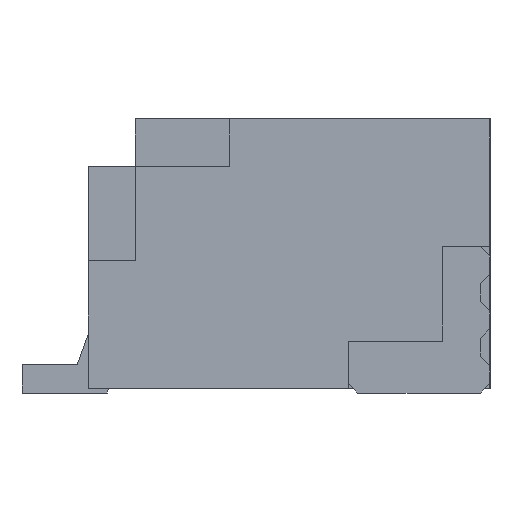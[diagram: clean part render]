
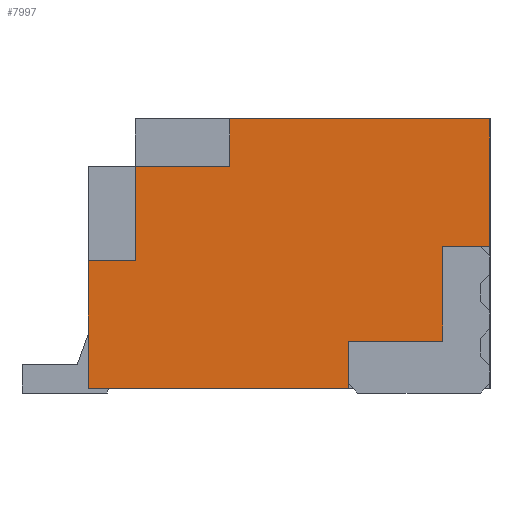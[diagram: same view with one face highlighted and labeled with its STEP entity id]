
A CAD part, left-side view. The second image highlights one B-rep face of the part: STEP entity #7997.
In plain terms, the highlighted planar face has unit normal (-1, 0, 0).
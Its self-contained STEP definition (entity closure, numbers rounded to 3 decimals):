
#260=FACE_OUTER_BOUND('',#683,.T.);
#683=EDGE_LOOP('',(#6151,#6152,#6153,#6154,#6155,#6156,#6157,#6158,#6159,
#6160,#6161,#6162));
#1367=LINE('',#11500,#2473);
#1397=LINE('',#11560,#2503);
#1447=LINE('',#11662,#2553);
#1452=LINE('',#11671,#2558);
#1454=LINE('',#11675,#2560);
#1455=LINE('',#11678,#2561);
#1458=LINE('',#11684,#2564);
#1462=LINE('',#11692,#2568);
#1465=LINE('',#11698,#2571);
#1475=LINE('',#11716,#2581);
#1534=LINE('',#11834,#2640);
#1535=LINE('',#11836,#2641);
#2473=VECTOR('',#9433,2.75);
#2503=VECTOR('',#9479,1.35);
#2553=VECTOR('',#9561,0.5);
#2558=VECTOR('',#9568,1.);
#2560=VECTOR('',#9572,1.);
#2561=VECTOR('',#9575,0.5);
#2564=VECTOR('',#9580,1.);
#2568=VECTOR('',#9588,1.);
#2571=VECTOR('',#9593,0.5);
#2581=VECTOR('',#9611,0.5);
#2640=VECTOR('',#9674,1.35);
#2641=VECTOR('',#9677,2.75);
#3422=VERTEX_POINT('',#11497);
#3423=VERTEX_POINT('',#11499);
#3440=VERTEX_POINT('',#11548);
#3480=VERTEX_POINT('',#11659);
#3481=VERTEX_POINT('',#11661);
#3484=VERTEX_POINT('',#11669);
#3485=VERTEX_POINT('',#11673);
#3486=VERTEX_POINT('',#11677);
#3488=VERTEX_POINT('',#11683);
#3490=VERTEX_POINT('',#11691);
#3492=VERTEX_POINT('',#11697);
#3553=VERTEX_POINT('',#11832);
#4317=EDGE_CURVE('',#3423,#3422,#1367,.T.);
#4347=EDGE_CURVE('',#3440,#3423,#1397,.T.);
#4397=EDGE_CURVE('',#3481,#3480,#1447,.T.);
#4402=EDGE_CURVE('',#3480,#3484,#1452,.T.);
#4404=EDGE_CURVE('',#3484,#3485,#1454,.T.);
#4405=EDGE_CURVE('',#3422,#3486,#1455,.T.);
#4408=EDGE_CURVE('',#3486,#3488,#1458,.T.);
#4412=EDGE_CURVE('',#3488,#3490,#1462,.T.);
#4415=EDGE_CURVE('',#3490,#3492,#1465,.T.);
#4425=EDGE_CURVE('',#3485,#3440,#1475,.T.);
#4484=EDGE_CURVE('',#3492,#3553,#1534,.T.);
#4485=EDGE_CURVE('',#3553,#3481,#1535,.T.);
#6151=ORIENTED_EDGE('',*,*,#4405,.T.);
#6152=ORIENTED_EDGE('',*,*,#4408,.T.);
#6153=ORIENTED_EDGE('',*,*,#4412,.T.);
#6154=ORIENTED_EDGE('',*,*,#4415,.T.);
#6155=ORIENTED_EDGE('',*,*,#4484,.T.);
#6156=ORIENTED_EDGE('',*,*,#4485,.T.);
#6157=ORIENTED_EDGE('',*,*,#4397,.T.);
#6158=ORIENTED_EDGE('',*,*,#4402,.T.);
#6159=ORIENTED_EDGE('',*,*,#4404,.T.);
#6160=ORIENTED_EDGE('',*,*,#4425,.T.);
#6161=ORIENTED_EDGE('',*,*,#4347,.T.);
#6162=ORIENTED_EDGE('',*,*,#4317,.T.);
#7372=PLANE('',#8406);
#7997=ADVANCED_FACE('',(#260),#7372,.T.);
#8406=AXIS2_PLACEMENT_3D('',#11835,#9675,#9676);
#9433=DIRECTION('',(0.,1.,0.));
#9479=DIRECTION('',(0.,0.,1.));
#9561=DIRECTION('',(0.,0.,1.));
#9568=DIRECTION('',(0.,-1.,0.));
#9572=DIRECTION('',(0.,0.,1.));
#9575=DIRECTION('',(0.,0.,-1.));
#9580=DIRECTION('',(0.,1.,0.));
#9588=DIRECTION('',(0.,0.,-1.));
#9593=DIRECTION('',(0.,1.,0.));
#9611=DIRECTION('',(0.,-1.,0.));
#9674=DIRECTION('',(0.,0.,-1.));
#9675=DIRECTION('center_axis',(-1.,0.,0.));
#9676=DIRECTION('ref_axis',(0.,0.,1.));
#9677=DIRECTION('',(0.,-1.,0.));
#11497=CARTESIAN_POINT('',(-7.5,-1.5,2.9));
#11499=CARTESIAN_POINT('',(-7.5,-4.25,2.9));
#11500=CARTESIAN_POINT('',(-7.5,-4.25,2.9));
#11548=CARTESIAN_POINT('',(-7.5,-4.25,1.55));
#11560=CARTESIAN_POINT('',(-7.5,-4.25,0.05));
#11659=CARTESIAN_POINT('',(-7.5,-2.75,0.55));
#11661=CARTESIAN_POINT('',(-7.5,-2.75,0.05));
#11662=CARTESIAN_POINT('',(-7.5,-2.75,1.006));
#11669=CARTESIAN_POINT('',(-7.5,-3.75,0.55));
#11671=CARTESIAN_POINT('',(-7.5,-2.861,0.55));
#11673=CARTESIAN_POINT('',(-7.5,-3.75,1.55));
#11675=CARTESIAN_POINT('',(-7.5,-3.75,1.506));
#11677=CARTESIAN_POINT('',(-7.5,-1.5,2.4));
#11678=CARTESIAN_POINT('',(-7.5,-1.5,1.931));
#11683=CARTESIAN_POINT('',(-7.5,-0.5,2.4));
#11684=CARTESIAN_POINT('',(-7.5,-1.236,2.4));
#11691=CARTESIAN_POINT('',(-7.5,-0.5,1.4));
#11692=CARTESIAN_POINT('',(-7.5,-0.5,1.431));
#11697=CARTESIAN_POINT('',(-7.5,0.,1.4));
#11698=CARTESIAN_POINT('',(-7.5,-0.986,1.4));
#11716=CARTESIAN_POINT('',(-7.5,-3.111,1.55));
#11832=CARTESIAN_POINT('',(-7.5,0.,0.05));
#11834=CARTESIAN_POINT('',(-7.5,0.,2.4));
#11835=CARTESIAN_POINT('Origin',(-7.5,-1.972,1.463));
#11836=CARTESIAN_POINT('',(-7.5,0.,0.05));
